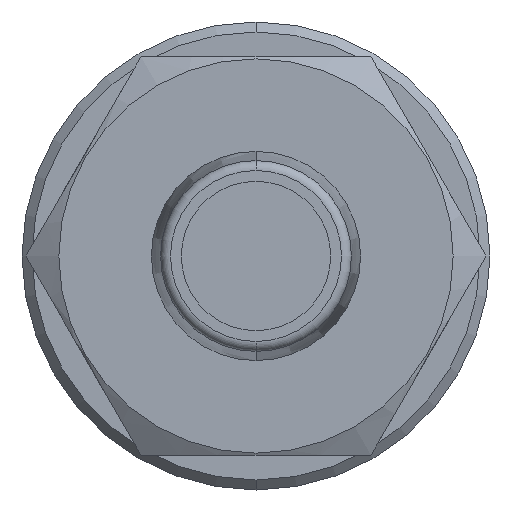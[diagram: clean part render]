
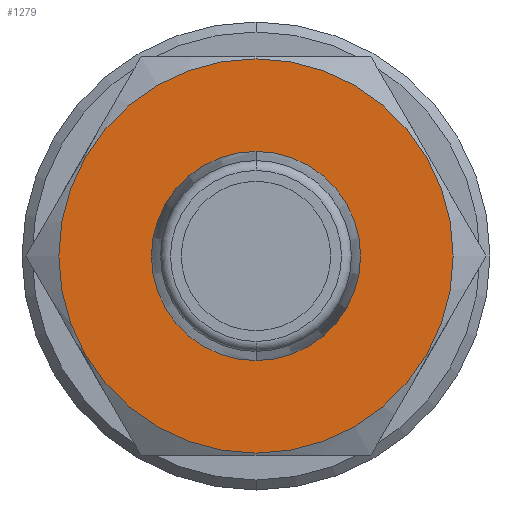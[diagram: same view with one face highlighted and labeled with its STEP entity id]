
A CAD part, front view. The second image highlights one B-rep face of the part: STEP entity #1279.
In plain terms, the highlighted planar face has unit normal (0, -1, 0).
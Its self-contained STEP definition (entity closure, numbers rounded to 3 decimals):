
#25 = CARTESIAN_POINT ( 'NONE',  ( 0., -17.5, 0. ) ) ;
#26 = DIRECTION ( 'NONE',  ( 0., -1., 0. ) ) ;
#27 = DIRECTION ( 'NONE',  ( 0., 0., -1. ) ) ;
#64 = CARTESIAN_POINT ( 'NONE',  ( 0., -17.5, 0. ) ) ;
#65 = DIRECTION ( 'NONE',  ( 0., -1., 0. ) ) ;
#66 = DIRECTION ( 'NONE',  ( 0., 0., -1. ) ) ;
#213 = CARTESIAN_POINT ( 'NONE',  ( 0., -17.5, 5.25 ) ) ;
#216 = CARTESIAN_POINT ( 'NONE',  ( 0., -17.5, -9.9 ) ) ;
#217 = CARTESIAN_POINT ( 'NONE',  ( 0., -17.5, -5.25 ) ) ;
#221 = CARTESIAN_POINT ( 'NONE',  ( 0., -17.5, 9.9 ) ) ;
#420 = ORIENTED_EDGE ( 'NONE', *, *, #1595, .T. ) ;
#422 = ORIENTED_EDGE ( 'NONE', *, *, #1500, .T. ) ;
#423 = ORIENTED_EDGE ( 'NONE', *, *, #1600, .F. ) ;
#425 = ORIENTED_EDGE ( 'NONE', *, *, #1502, .F. ) ;
#621 = CIRCLE ( 'NONE', #628, 9.9 ) ;
#625 = CIRCLE ( 'NONE', #630, 5.25 ) ;
#628 = AXIS2_PLACEMENT_3D ( 'NONE', #25, #26, #27 ) ;
#630 = AXIS2_PLACEMENT_3D ( 'NONE', #64, #65, #66 ) ;
#803 = AXIS2_PLACEMENT_3D ( 'NONE', #1066, #1065, #1064 ) ;
#1064 = DIRECTION ( 'NONE',  ( 0., 0., -1. ) ) ;
#1065 = DIRECTION ( 'NONE',  ( 0., -1., 0. ) ) ;
#1066 = CARTESIAN_POINT ( 'NONE',  ( 5.25, -17.5, 0. ) ) ;
#1067 = PLANE ( 'NONE',  #803 ) ;
#1093 = DIRECTION ( 'NONE',  ( 0., 0., -1. ) ) ;
#1094 = DIRECTION ( 'NONE',  ( 0., -1., 0. ) ) ;
#1096 = CARTESIAN_POINT ( 'NONE',  ( 0., -17.5, 0. ) ) ;
#1103 = DIRECTION ( 'NONE',  ( 0., 0., -1. ) ) ;
#1104 = DIRECTION ( 'NONE',  ( 0., -1., 0. ) ) ;
#1105 = CARTESIAN_POINT ( 'NONE',  ( 0., -17.5, 0. ) ) ;
#1279 = ADVANCED_FACE ( 'NONE', ( #1649, #1648 ), #1067, .T. ) ;
#1383 = AXIS2_PLACEMENT_3D ( 'NONE', #1096, #1094, #1093 ) ;
#1384 = CIRCLE ( 'NONE', #1383, 5.25 ) ;
#1388 = AXIS2_PLACEMENT_3D ( 'NONE', #1105, #1104, #1103 ) ;
#1391 = CIRCLE ( 'NONE', #1388, 9.9 ) ;
#1500 = EDGE_CURVE ( 'NONE', #2069, #2076, #1391, .T. ) ;
#1502 = EDGE_CURVE ( 'NONE', #2064, #2071, #1384, .T. ) ;
#1595 = EDGE_CURVE ( 'NONE', #2076, #2069, #621, .T. ) ;
#1600 = EDGE_CURVE ( 'NONE', #2071, #2064, #625, .T. ) ;
#1648 = FACE_BOUND ( 'NONE', #1989, .T. ) ;
#1649 = FACE_OUTER_BOUND ( 'NONE', #2023, .T. ) ;
#1989 = EDGE_LOOP ( 'NONE', ( #423, #425 ) ) ;
#2023 = EDGE_LOOP ( 'NONE', ( #420, #422 ) ) ;
#2064 = VERTEX_POINT ( 'NONE', #213 ) ;
#2069 = VERTEX_POINT ( 'NONE', #216 ) ;
#2071 = VERTEX_POINT ( 'NONE', #217 ) ;
#2076 = VERTEX_POINT ( 'NONE', #221 ) ;
